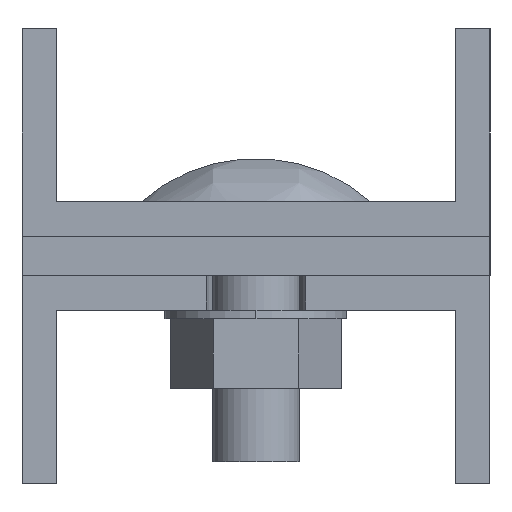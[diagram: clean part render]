
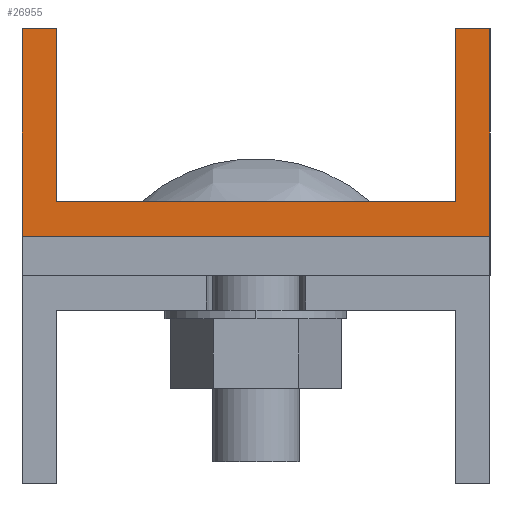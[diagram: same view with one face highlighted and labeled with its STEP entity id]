
A CAD part, left-side view. The second image highlights one B-rep face of the part: STEP entity #26955.
In plain terms, the highlighted planar face has unit normal (-1, 0, 0).
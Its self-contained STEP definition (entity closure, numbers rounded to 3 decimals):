
#2107 = CARTESIAN_POINT ( 'NONE',  ( 0., -7., 0. ) ) ;
#2220 = CARTESIAN_POINT ( 'NONE',  ( 0., 47., 0. ) ) ;
#2357 = VECTOR ( 'NONE', #11918, 1000. ) ;
#2466 = EDGE_CURVE ( 'NONE', #30546, #5631, #37385, .T. ) ;
#2483 = DIRECTION ( 'NONE',  ( 0., -1., 0. ) ) ;
#3340 = LINE ( 'NONE', #40269, #2357 ) ;
#3847 = VERTEX_POINT ( 'NONE', #9534 ) ;
#3967 = CARTESIAN_POINT ( 'NONE',  ( 0., 47., 24. ) ) ;
#4453 = ORIENTED_EDGE ( 'NONE', *, *, #29377, .T. ) ;
#5631 = VERTEX_POINT ( 'NONE', #28846 ) ;
#6213 = VECTOR ( 'NONE', #2483, 1000. ) ;
#6334 = DIRECTION ( 'NONE',  ( 1., 0., 0. ) ) ;
#8190 = AXIS2_PLACEMENT_3D ( 'NONE', #25279, #6334, #28440 ) ;
#8223 = LINE ( 'NONE', #18299, #6213 ) ;
#8526 = DIRECTION ( 'NONE',  ( 0., -1., 0. ) ) ;
#8563 = EDGE_CURVE ( 'NONE', #31244, #25403, #34940, .T. ) ;
#9534 = CARTESIAN_POINT ( 'NONE',  ( 0., -3., 4. ) ) ;
#9965 = DIRECTION ( 'NONE',  ( 0., -1., 0. ) ) ;
#11776 = DIRECTION ( 'NONE',  ( 0., 0., 1. ) ) ;
#11918 = DIRECTION ( 'NONE',  ( 0., 0., -1. ) ) ;
#13045 = DIRECTION ( 'NONE',  ( 0., -1., 0. ) ) ;
#13601 = CARTESIAN_POINT ( 'NONE',  ( 0., 43., 24. ) ) ;
#14167 = ORIENTED_EDGE ( 'NONE', *, *, #26232, .F. ) ;
#15037 = CARTESIAN_POINT ( 'NONE',  ( 0., -3., 24. ) ) ;
#15153 = LINE ( 'NONE', #25437, #22545 ) ;
#15566 = EDGE_CURVE ( 'NONE', #3847, #30546, #15153, .T. ) ;
#16104 = CARTESIAN_POINT ( 'NONE',  ( 0., 23., 4. ) ) ;
#17111 = CARTESIAN_POINT ( 'NONE',  ( 0., 43., 4. ) ) ;
#17539 = LINE ( 'NONE', #16104, #33360 ) ;
#18159 = LINE ( 'NONE', #34073, #26546 ) ;
#18299 = CARTESIAN_POINT ( 'NONE',  ( 0., 23., 24. ) ) ;
#19593 = VECTOR ( 'NONE', #9965, 1000. ) ;
#20937 = FACE_OUTER_BOUND ( 'NONE', #27295, .T. ) ;
#21735 = CARTESIAN_POINT ( 'NONE',  ( 0., 47., 0. ) ) ;
#21806 = PLANE ( 'NONE',  #8190 ) ;
#22263 = VECTOR ( 'NONE', #8526, 1000. ) ;
#22545 = VECTOR ( 'NONE', #28604, 1000. ) ;
#22613 = VERTEX_POINT ( 'NONE', #13601 ) ;
#25183 = ORIENTED_EDGE ( 'NONE', *, *, #33085, .F. ) ;
#25279 = CARTESIAN_POINT ( 'NONE',  ( 0., 23., 3. ) ) ;
#25403 = VERTEX_POINT ( 'NONE', #3967 ) ;
#25437 = CARTESIAN_POINT ( 'NONE',  ( 0., -3., 3. ) ) ;
#26232 = EDGE_CURVE ( 'NONE', #5631, #30025, #18159, .T. ) ;
#26546 = VECTOR ( 'NONE', #37217, 1000. ) ;
#26955 = ADVANCED_FACE ( 'NONE', ( #20937 ), #21806, .F. ) ;
#26960 = ORIENTED_EDGE ( 'NONE', *, *, #15566, .F. ) ;
#27295 = EDGE_LOOP ( 'NONE', ( #29757, #26960, #25183, #40259, #31723, #31888, #4453, #14167 ) ) ;
#27449 = CARTESIAN_POINT ( 'NONE',  ( 0., 10.25, 0. ) ) ;
#28440 = DIRECTION ( 'NONE',  ( 0., 0., -1. ) ) ;
#28604 = DIRECTION ( 'NONE',  ( 0., 0., 1. ) ) ;
#28846 = CARTESIAN_POINT ( 'NONE',  ( 0., -7., 24. ) ) ;
#29377 = EDGE_CURVE ( 'NONE', #31244, #30025, #39096, .T. ) ;
#29757 = ORIENTED_EDGE ( 'NONE', *, *, #2466, .F. ) ;
#30025 = VERTEX_POINT ( 'NONE', #2107 ) ;
#30063 = EDGE_CURVE ( 'NONE', #22613, #39481, #3340, .T. ) ;
#30546 = VERTEX_POINT ( 'NONE', #15037 ) ;
#31244 = VERTEX_POINT ( 'NONE', #21735 ) ;
#31723 = ORIENTED_EDGE ( 'NONE', *, *, #33463, .F. ) ;
#31888 = ORIENTED_EDGE ( 'NONE', *, *, #8563, .F. ) ;
#32055 = CARTESIAN_POINT ( 'NONE',  ( 0., 23., 24. ) ) ;
#33085 = EDGE_CURVE ( 'NONE', #39481, #3847, #17539, .T. ) ;
#33360 = VECTOR ( 'NONE', #13045, 1000. ) ;
#33463 = EDGE_CURVE ( 'NONE', #25403, #22613, #8223, .T. ) ;
#33946 = VECTOR ( 'NONE', #11776, 1000. ) ;
#34073 = CARTESIAN_POINT ( 'NONE',  ( 0., -7., 20. ) ) ;
#34940 = LINE ( 'NONE', #2220, #33946 ) ;
#37217 = DIRECTION ( 'NONE',  ( 0., 0., -1. ) ) ;
#37385 = LINE ( 'NONE', #32055, #19593 ) ;
#39096 = LINE ( 'NONE', #27449, #22263 ) ;
#39481 = VERTEX_POINT ( 'NONE', #17111 ) ;
#40259 = ORIENTED_EDGE ( 'NONE', *, *, #30063, .F. ) ;
#40269 = CARTESIAN_POINT ( 'NONE',  ( 0., 43., 3. ) ) ;
